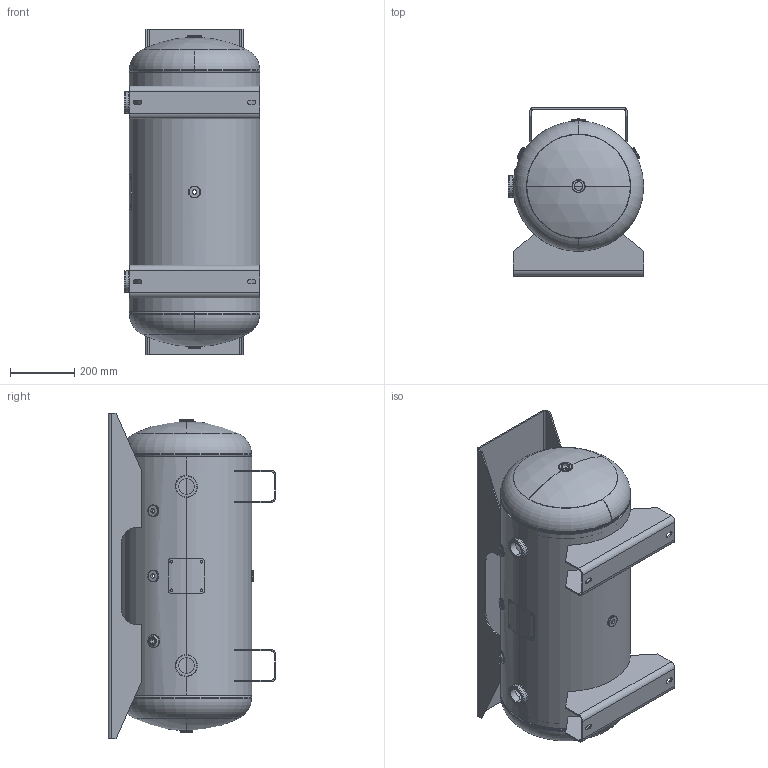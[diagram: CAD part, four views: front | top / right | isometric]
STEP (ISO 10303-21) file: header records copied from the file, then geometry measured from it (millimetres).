
FILE_DESCRIPTION (( 'STEP AP214' ), '1' );
FILE_NAME ('302686.STEP', '2024-04-16T21:03:22', ( '' ), ( '' ), 'SwSTEP 2.0', 'SolidWorks 2022', '' );
FILE_SCHEMA (( 'AUTOMOTIVE_DESIGN' ));
Length unit declared in the file: inch
Products named in the file (11): PHOENIX FLAT FLANGE_0375Q; HEAD_16X099JOG; PHOENIX RAD FLANGE_150P957 OR; 302686-SL; NP-HOR_16; 302686; A98354; A96095; PHOENIX FLAT FLANGE_0250P391; PHOENIX FLAT FLANGE_0500P393; PHOENIX FLAT FLANGE_0750
Assembly tree (17 placements, depth 2):
  302686
    302686-SL
    HEAD_16X099JOG  x2
    PHOENIX FLAT FLANGE_0500P393
    PHOENIX FLAT FLANGE_0750  x2
    PHOENIX FLAT FLANGE_0250P391  x4
    PHOENIX FLAT FLANGE_0375Q
    PHOENIX RAD FLANGE_150P957 OR  x2
    NP-HOR_16
    A98354
    A96095  x2
Bounding box: 422.27 x 523.88 x 1016 mm (x, y, z)
Volume: 7155730.9 mm3; surface area: 4160435.2 mm2
Topology: 17 solids, 17 shells, 432 faces, 953 edges, 571 vertices
Faces by surface type: torus 140, cylinder 132, plane 124, bspline 28, sphere 8
Entity records: 16323 total; most frequent: CARTESIAN_POINT 9913, DIRECTION 1273, ORIENTED_EDGE 1176, EDGE_CURVE 588, AXIS2_PLACEMENT_3D 535, VERTEX_POINT 357, EDGE_LOOP 303, CIRCLE 286
